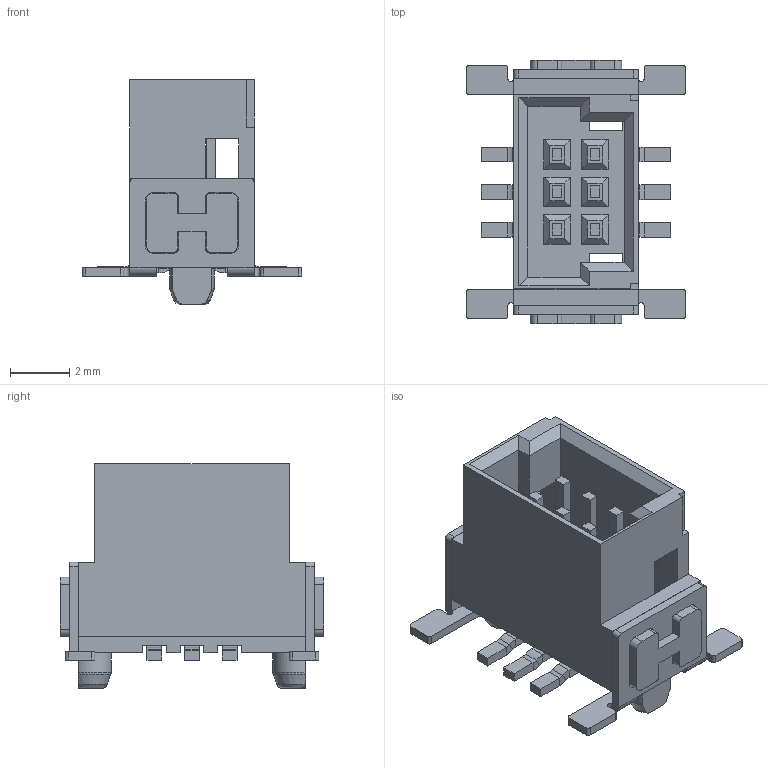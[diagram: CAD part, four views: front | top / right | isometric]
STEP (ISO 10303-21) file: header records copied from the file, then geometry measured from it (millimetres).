
FILE_DESCRIPTION(/* description */ (''),/* implementation_level */ '2;1');
FILE_NAME(/* name */ '100210554ugm000_b.stp',/* time_stamp */ '2013-10-03T15:03:28+02:00',/* author */ (''),/* organization */ (''),/* preprocessor_version */ 'ST-DEVELOPER v15',/* originating_system */ 'SIEMENS PLM Software NX 8.5',/* authorisation */ '');
FILE_SCHEMA (('AUTOMOTIVE_DESIGN { 1 0 10303 214 3 1 1 1 }'));
Length unit declared in the file: millimetre
Products named in the file (1): 100210554ugm000_b
Bounding box: 7.4 x 8.89 x 7.58 mm (x, y, z)
Volume: 105.7 mm3; surface area: 466.7 mm2
Topology: 15 solids, 15 shells, 441 faces, 1100 edges, 688 vertices
Faces by surface type: plane 319, cylinder 70, bspline 46, cone 6
Entity records: 13685 total; most frequent: CARTESIAN_POINT 3292, ORIENTED_EDGE 2200, DIRECTION 1913, EDGE_CURVE 1100, LINE 841, VECTOR 841, VERTEX_POINT 688, AXIS2_PLACEMENT_3D 536
